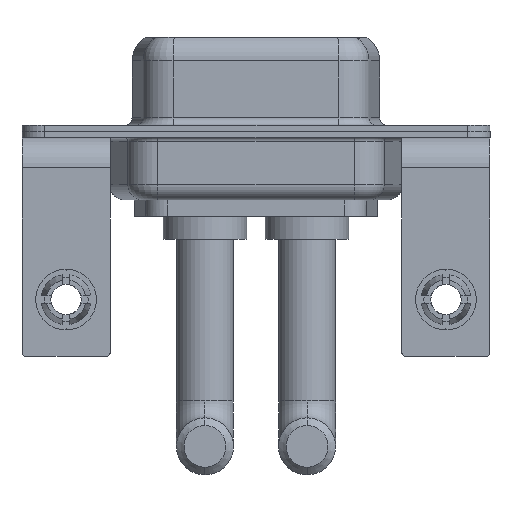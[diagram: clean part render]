
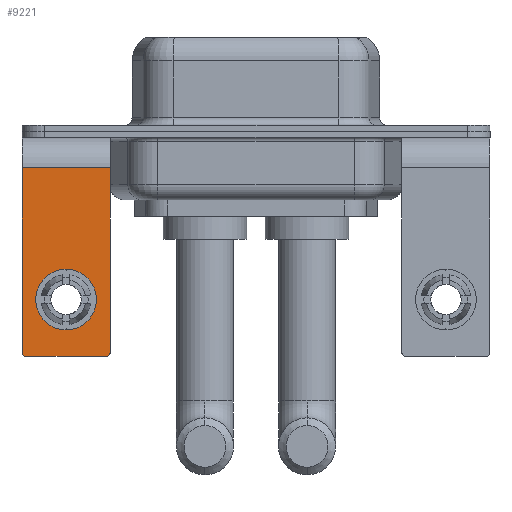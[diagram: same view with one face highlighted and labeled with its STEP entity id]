
A CAD part, front view. The second image highlights one B-rep face of the part: STEP entity #9221.
In plain terms, the highlighted planar face has unit normal (0, -1, 0).
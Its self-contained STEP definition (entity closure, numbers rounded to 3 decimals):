
#83 = VECTOR ( 'NONE', #283, 1000. ) ;
#283 = DIRECTION ( 'NONE',  ( -1., 0., 0. ) ) ;
#381 = VERTEX_POINT ( 'NONE', #5718 ) ;
#811 = VERTEX_POINT ( 'NONE', #10650 ) ;
#903 = CARTESIAN_POINT ( 'NONE',  ( -2.9, -6.25, -2.4 ) ) ;
#1058 = VERTEX_POINT ( 'NONE', #11346 ) ;
#1094 = CARTESIAN_POINT ( 'NONE',  ( 2.9, -6.25, -14.8 ) ) ;
#1119 = DIRECTION ( 'NONE',  ( 0., 1., 0. ) ) ;
#1605 = DIRECTION ( 'NONE',  ( 0., 1., 0. ) ) ;
#1981 = ORIENTED_EDGE ( 'NONE', *, *, #8829, .T. ) ;
#2267 = VERTEX_POINT ( 'NONE', #12857 ) ;
#3139 = PLANE ( 'NONE',  #4029 ) ;
#3421 = CIRCLE ( 'NONE', #10713, 2. ) ;
#3484 = DIRECTION ( 'NONE',  ( 0., -1., 0. ) ) ;
#3596 = LINE ( 'NONE', #1094, #83 ) ;
#4029 = AXIS2_PLACEMENT_3D ( 'NONE', #11001, #11145, #12386 ) ;
#4217 = VERTEX_POINT ( 'NONE', #12345 ) ;
#4225 = ORIENTED_EDGE ( 'NONE', *, *, #8639, .F. ) ;
#4245 = FACE_BOUND ( 'NONE', #13872, .T. ) ;
#4264 = CARTESIAN_POINT ( 'NONE',  ( 2.9, -6.25, -2.4 ) ) ;
#4340 = LINE ( 'NONE', #4264, #6366 ) ;
#4375 = ORIENTED_EDGE ( 'NONE', *, *, #13815, .T. ) ;
#4450 = CARTESIAN_POINT ( 'NONE',  ( 0., -6.25, -11.07 ) ) ;
#4477 = ORIENTED_EDGE ( 'NONE', *, *, #12880, .T. ) ;
#4954 = DIRECTION ( 'NONE',  ( 0., 0., 1. ) ) ;
#5152 = CARTESIAN_POINT ( 'NONE',  ( 2.9, -6.25, -2.4 ) ) ;
#5399 = CIRCLE ( 'NONE', #11712, 0.25 ) ;
#5472 = EDGE_CURVE ( 'NONE', #2267, #1058, #12186, .T. ) ;
#5685 = EDGE_CURVE ( 'NONE', #4217, #9556, #5399, .T. ) ;
#5718 = CARTESIAN_POINT ( 'NONE',  ( -2.9, -6.25, -2.4 ) ) ;
#6238 = VECTOR ( 'NONE', #6670, 1000. ) ;
#6326 = CARTESIAN_POINT ( 'NONE',  ( 2.9, -6.25, -2.4 ) ) ;
#6366 = VECTOR ( 'NONE', #7904, 1000. ) ;
#6526 = DIRECTION ( 'NONE',  ( 0., 0., 1. ) ) ;
#6670 = DIRECTION ( 'NONE',  ( 0., 0., -1. ) ) ;
#7310 = ORIENTED_EDGE ( 'NONE', *, *, #12858, .T. ) ;
#7814 = DIRECTION ( 'NONE',  ( 0., 0., 1. ) ) ;
#7904 = DIRECTION ( 'NONE',  ( -1., 0., 0. ) ) ;
#8025 = CARTESIAN_POINT ( 'NONE',  ( -2.65, -6.25, -14.55 ) ) ;
#8146 = EDGE_LOOP ( 'NONE', ( #7310, #9310, #10895, #9725, #4225, #1981 ) ) ;
#8639 = EDGE_CURVE ( 'NONE', #14149, #1058, #8649, .T. ) ;
#8649 = LINE ( 'NONE', #6326, #13447 ) ;
#8829 = EDGE_CURVE ( 'NONE', #14149, #381, #4340, .T. ) ;
#8990 = LINE ( 'NONE', #903, #6238 ) ;
#9216 = DIRECTION ( 'NONE',  ( 0., 0., 1. ) ) ;
#9221 = ADVANCED_FACE ( 'NONE', ( #4245, #13219 ), #3139, .F. ) ;
#9310 = ORIENTED_EDGE ( 'NONE', *, *, #5685, .T. ) ;
#9556 = VERTEX_POINT ( 'NONE', #10851 ) ;
#9631 = CARTESIAN_POINT ( 'NONE',  ( 0., -6.25, -11.07 ) ) ;
#9725 = ORIENTED_EDGE ( 'NONE', *, *, #5472, .T. ) ;
#9740 = CIRCLE ( 'NONE', #12562, 2. ) ;
#9899 = CARTESIAN_POINT ( 'NONE',  ( 2.65, -6.25, -14.55 ) ) ;
#10562 = AXIS2_PLACEMENT_3D ( 'NONE', #9899, #14400, #6526 ) ;
#10650 = CARTESIAN_POINT ( 'NONE',  ( 0., -6.25, -9.07 ) ) ;
#10713 = AXIS2_PLACEMENT_3D ( 'NONE', #9631, #1605, #4954 ) ;
#10851 = CARTESIAN_POINT ( 'NONE',  ( -2.65, -6.25, -14.8 ) ) ;
#10895 = ORIENTED_EDGE ( 'NONE', *, *, #12152, .F. ) ;
#11001 = CARTESIAN_POINT ( 'NONE',  ( 2.9, -6.25, -2.4 ) ) ;
#11145 = DIRECTION ( 'NONE',  ( 0., 1., 0. ) ) ;
#11346 = CARTESIAN_POINT ( 'NONE',  ( 2.9, -6.25, -14.55 ) ) ;
#11712 = AXIS2_PLACEMENT_3D ( 'NONE', #8025, #3484, #9216 ) ;
#11761 = DIRECTION ( 'NONE',  ( 0., 0., -1. ) ) ;
#12152 = EDGE_CURVE ( 'NONE', #2267, #9556, #3596, .T. ) ;
#12186 = CIRCLE ( 'NONE', #10562, 0.25 ) ;
#12345 = CARTESIAN_POINT ( 'NONE',  ( -2.9, -6.25, -14.55 ) ) ;
#12386 = DIRECTION ( 'NONE',  ( 0., 0., 1. ) ) ;
#12520 = CARTESIAN_POINT ( 'NONE',  ( 0., -6.25, -13.07 ) ) ;
#12562 = AXIS2_PLACEMENT_3D ( 'NONE', #4450, #1119, #7814 ) ;
#12857 = CARTESIAN_POINT ( 'NONE',  ( 2.65, -6.25, -14.8 ) ) ;
#12858 = EDGE_CURVE ( 'NONE', #381, #4217, #8990, .T. ) ;
#12880 = EDGE_CURVE ( 'NONE', #811, #13029, #9740, .T. ) ;
#13029 = VERTEX_POINT ( 'NONE', #12520 ) ;
#13219 = FACE_OUTER_BOUND ( 'NONE', #8146, .T. ) ;
#13447 = VECTOR ( 'NONE', #11761, 1000. ) ;
#13815 = EDGE_CURVE ( 'NONE', #13029, #811, #3421, .T. ) ;
#13872 = EDGE_LOOP ( 'NONE', ( #4375, #4477 ) ) ;
#14149 = VERTEX_POINT ( 'NONE', #5152 ) ;
#14400 = DIRECTION ( 'NONE',  ( 0., -1., 0. ) ) ;
